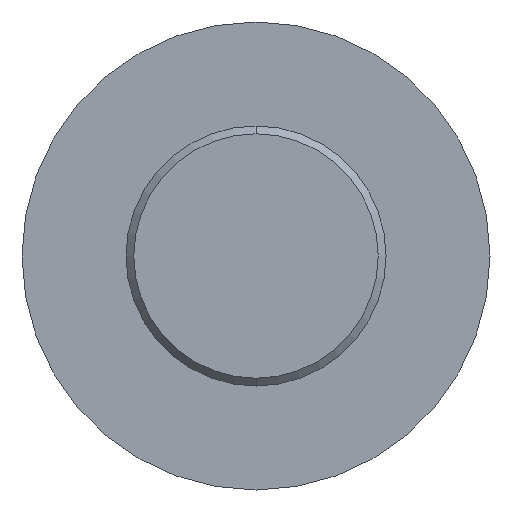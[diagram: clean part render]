
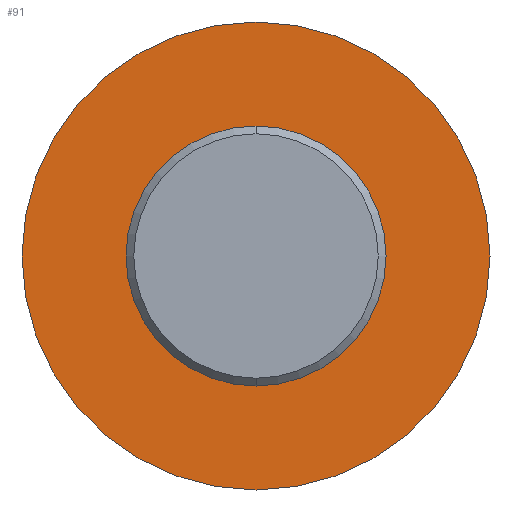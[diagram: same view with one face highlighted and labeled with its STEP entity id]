
A CAD part, front view. The second image highlights one B-rep face of the part: STEP entity #91.
In plain terms, the highlighted planar face has unit normal (0, -1, 0).
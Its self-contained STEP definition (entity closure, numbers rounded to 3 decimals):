
#4 = EDGE_CURVE ( 'NONE', #278, #295, #138, .T. ) ;
#16 = ORIENTED_EDGE ( 'NONE', *, *, #4, .T. ) ;
#22 = EDGE_LOOP ( 'NONE', ( #70, #44 ) ) ;
#34 = ORIENTED_EDGE ( 'NONE', *, *, #52, .T. ) ;
#39 = VERTEX_POINT ( 'NONE', #389 ) ;
#44 = ORIENTED_EDGE ( 'NONE', *, *, #126, .F. ) ;
#52 = EDGE_CURVE ( 'NONE', #295, #278, #172, .T. ) ;
#58 = VERTEX_POINT ( 'NONE', #181 ) ;
#70 = ORIENTED_EDGE ( 'NONE', *, *, #95, .F. ) ;
#91 = ADVANCED_FACE ( 'NONE', ( #288, #289 ), #290, .T. ) ;
#95 = EDGE_CURVE ( 'NONE', #39, #58, #320, .T. ) ;
#126 = EDGE_CURVE ( 'NONE', #58, #39, #422, .T. ) ;
#138 = CIRCLE ( 'NONE', #139, 9. ) ;
#139 = AXIS2_PLACEMENT_3D ( 'NONE', #140, #141, #142 ) ;
#140 = CARTESIAN_POINT ( 'NONE',  ( 0., -0.75, 0. ) ) ;
#141 = DIRECTION ( 'NONE',  ( 0., -1., 0. ) ) ;
#142 = DIRECTION ( 'NONE',  ( 0., 0., -1. ) ) ;
#172 = CIRCLE ( 'NONE', #173, 9. ) ;
#173 = AXIS2_PLACEMENT_3D ( 'NONE', #174, #175, #176 ) ;
#174 = CARTESIAN_POINT ( 'NONE',  ( 0., -0.75, 0. ) ) ;
#175 = DIRECTION ( 'NONE',  ( 0., -1., 0. ) ) ;
#176 = DIRECTION ( 'NONE',  ( 0., 0., -1. ) ) ;
#181 = CARTESIAN_POINT ( 'NONE',  ( 0., -0.75, 5. ) ) ;
#243 = CARTESIAN_POINT ( 'NONE',  ( 0., -0.75, -9. ) ) ;
#244 = CARTESIAN_POINT ( 'NONE',  ( 0., -0.75, 9. ) ) ;
#278 = VERTEX_POINT ( 'NONE', #243 ) ;
#288 = FACE_OUTER_BOUND ( 'NONE', #485, .T. ) ;
#289 = FACE_BOUND ( 'NONE', #22, .T. ) ;
#290 = PLANE ( 'NONE',  #291 ) ;
#291 = AXIS2_PLACEMENT_3D ( 'NONE', #292, #293, #294 ) ;
#292 = CARTESIAN_POINT ( 'NONE',  ( 9., -0.75, 0. ) ) ;
#293 = DIRECTION ( 'NONE',  ( 0., -1., 0. ) ) ;
#294 = DIRECTION ( 'NONE',  ( 0., 0., -1. ) ) ;
#295 = VERTEX_POINT ( 'NONE', #244 ) ;
#320 = CIRCLE ( 'NONE', #321, 5. ) ;
#321 = AXIS2_PLACEMENT_3D ( 'NONE', #322, #323, #324 ) ;
#322 = CARTESIAN_POINT ( 'NONE',  ( 0., -0.75, 0. ) ) ;
#323 = DIRECTION ( 'NONE',  ( 0., -1., 0. ) ) ;
#324 = DIRECTION ( 'NONE',  ( 0., 0., -1. ) ) ;
#389 = CARTESIAN_POINT ( 'NONE',  ( 0., -0.75, -5. ) ) ;
#422 = CIRCLE ( 'NONE', #423, 5. ) ;
#423 = AXIS2_PLACEMENT_3D ( 'NONE', #424, #425, #426 ) ;
#424 = CARTESIAN_POINT ( 'NONE',  ( 0., -0.75, 0. ) ) ;
#425 = DIRECTION ( 'NONE',  ( 0., -1., 0. ) ) ;
#426 = DIRECTION ( 'NONE',  ( 0., 0., -1. ) ) ;
#485 = EDGE_LOOP ( 'NONE', ( #16, #34 ) ) ;
